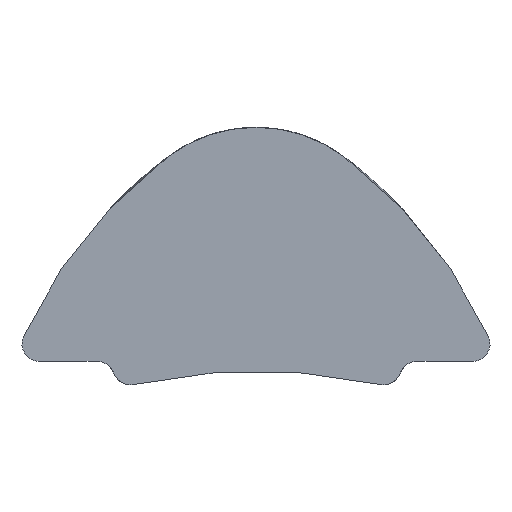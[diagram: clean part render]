
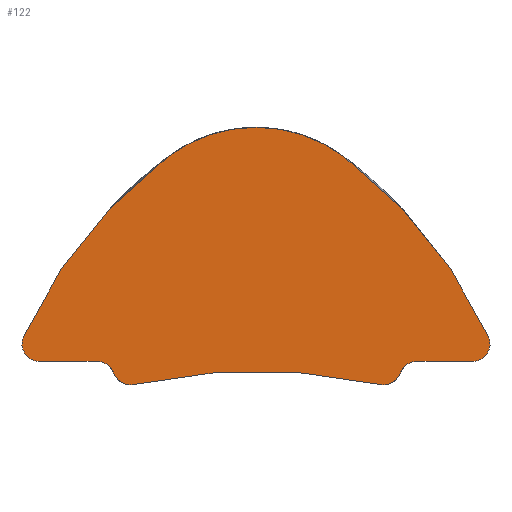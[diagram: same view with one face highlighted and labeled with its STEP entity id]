
A CAD part, front view. The second image highlights one B-rep face of the part: STEP entity #122.
In plain terms, the highlighted planar face has unit normal (0, -1, 0).
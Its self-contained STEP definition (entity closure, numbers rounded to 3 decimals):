
#122=ADVANCED_FACE('',(#226),#227,.T.);
#226=FACE_OUTER_BOUND('',#313,.T.);
#227=PLANE('',#314);
#313=EDGE_LOOP('',(#541,#542,#543,#544,#545,#546,#547,#548,#549,#550,#551,#552,#553,#554));
#314=AXIS2_PLACEMENT_3D('',#555,#556,#557);
#541=ORIENTED_EDGE('',*,*,#615,.F.);
#542=ORIENTED_EDGE('',*,*,#607,.F.);
#543=ORIENTED_EDGE('',*,*,#613,.F.);
#544=ORIENTED_EDGE('',*,*,#651,.F.);
#545=ORIENTED_EDGE('',*,*,#645,.F.);
#546=ORIENTED_EDGE('',*,*,#641,.F.);
#547=ORIENTED_EDGE('',*,*,#586,.F.);
#548=ORIENTED_EDGE('',*,*,#592,.F.);
#549=ORIENTED_EDGE('',*,*,#595,.F.);
#550=ORIENTED_EDGE('',*,*,#598,.F.);
#551=ORIENTED_EDGE('',*,*,#601,.F.);
#552=ORIENTED_EDGE('',*,*,#604,.F.);
#553=ORIENTED_EDGE('',*,*,#625,.F.);
#554=ORIENTED_EDGE('',*,*,#619,.F.);
#555=CARTESIAN_POINT('',(-0.017,-8.5,1.357));
#556=DIRECTION('',(0.0,-1.0,0.0));
#557=DIRECTION('',(-1.0,0.0,0.0));
#586=EDGE_CURVE('',#702,#704,#705,.T.);
#592=EDGE_CURVE('',#712,#702,#714,.T.);
#595=EDGE_CURVE('',#716,#712,#718,.T.);
#598=EDGE_CURVE('',#720,#716,#722,.T.);
#601=EDGE_CURVE('',#724,#720,#726,.T.);
#604=EDGE_CURVE('',#728,#724,#730,.T.);
#607=EDGE_CURVE('',#732,#734,#735,.T.);
#613=EDGE_CURVE('',#742,#732,#744,.T.);
#615=EDGE_CURVE('',#734,#746,#747,.T.);
#619=EDGE_CURVE('',#746,#752,#753,.T.);
#625=EDGE_CURVE('',#752,#728,#761,.T.);
#641=EDGE_CURVE('',#704,#781,#782,.T.);
#645=EDGE_CURVE('',#781,#787,#788,.T.);
#651=EDGE_CURVE('',#787,#742,#796,.T.);
#702=VERTEX_POINT('',#1133);
#704=VERTEX_POINT('',#1136);
#705=CIRCLE('',#1137,0.3);
#712=VERTEX_POINT('',#1146);
#714=CIRCLE('',#1149,0.3);
#716=VERTEX_POINT('',#1151);
#718=LINE('',#1154,#1155);
#720=VERTEX_POINT('',#1157);
#722=CIRCLE('',#1160,9.9);
#724=VERTEX_POINT('',#1162);
#726=LINE('',#1165,#1166);
#728=VERTEX_POINT('',#1168);
#730=CIRCLE('',#1171,0.3);
#732=VERTEX_POINT('',#1173);
#734=VERTEX_POINT('',#1176);
#735=CIRCLE('',#1177,8.);
#742=VERTEX_POINT('',#1186);
#744=CIRCLE('',#1189,2.5);
#746=VERTEX_POINT('',#1191);
#747=CIRCLE('',#1192,0.3);
#752=VERTEX_POINT('',#1198);
#753=LINE('',#1199,#1200);
#761=CIRCLE('',#1211,0.3);
#781=VERTEX_POINT('',#1237);
#782=LINE('',#1238,#1239);
#787=VERTEX_POINT('',#1246);
#788=CIRCLE('',#1247,0.3);
#796=CIRCLE('',#1257,8.);
#1133=CARTESIAN_POINT('',(-2.45,-8.5,-0.2));
#1136=CARTESIAN_POINT('',(-2.733,-8.5,0.0));
#1137=AXIS2_PLACEMENT_3D('',#1278,#1279,#1280);
#1146=CARTESIAN_POINT('',(-2.167,-8.5,-0.4));
#1149=AXIS2_PLACEMENT_3D('',#1287,#1288,#1289);
#1151=CARTESIAN_POINT('',(-2.135,-8.5,-0.4));
#1154=CARTESIAN_POINT('',(-2.167,-8.5,-0.4));
#1155=VECTOR('',#1291,1.0);
#1157=CARTESIAN_POINT('',(2.135,-8.5,-0.4));
#1160=AXIS2_PLACEMENT_3D('',#1293,#1294,#1295);
#1162=CARTESIAN_POINT('',(2.167,-8.5,-0.4));
#1165=CARTESIAN_POINT('',(2.135,-8.5,-0.4));
#1166=VECTOR('',#1297,1.0);
#1168=CARTESIAN_POINT('',(2.45,-8.5,-0.2));
#1171=AXIS2_PLACEMENT_3D('',#1299,#1300,#1301);
#1173=CARTESIAN_POINT('',(1.485,-8.5,3.498));
#1176=CARTESIAN_POINT('',(3.956,-8.5,0.425));
#1177=AXIS2_PLACEMENT_3D('',#1303,#1304,#1305);
#1186=CARTESIAN_POINT('',(-1.52,-8.5,3.498));
#1189=AXIS2_PLACEMENT_3D('',#1312,#1313,#1314);
#1191=CARTESIAN_POINT('',(3.683,-8.5,0.0));
#1192=AXIS2_PLACEMENT_3D('',#1315,#1316,#1317);
#1198=CARTESIAN_POINT('',(2.733,-8.5,0.));
#1199=CARTESIAN_POINT('',(2.733,-8.5,0.0));
#1200=VECTOR('',#1322,1.0);
#1211=AXIS2_PLACEMENT_3D('',#1329,#1330,#1331);
#1237=CARTESIAN_POINT('',(-3.717,-8.5,0.));
#1238=CARTESIAN_POINT('',(-3.717,-8.5,0.0));
#1239=VECTOR('',#1347,1.0);
#1246=CARTESIAN_POINT('',(-3.99,-8.5,0.425));
#1247=AXIS2_PLACEMENT_3D('',#1350,#1351,#1352);
#1257=AXIS2_PLACEMENT_3D('',#1361,#1362,#1363);
#1278=CARTESIAN_POINT('',(-2.733,-8.5,-0.3));
#1279=DIRECTION('',(0.0,-1.0,0.0));
#1280=DIRECTION('',(0.943,0.0,0.333));
#1287=CARTESIAN_POINT('',(-2.167,-8.5,-0.1));
#1288=DIRECTION('',(0.0,1.0,0.0));
#1289=DIRECTION('',(-0.943,0.0,-0.333));
#1291=DIRECTION('',(-1.0,0.0,0.0));
#1293=CARTESIAN_POINT('',(0.,-8.5,-10.067));
#1294=DIRECTION('',(0.0,-1.0,0.0));
#1295=DIRECTION('',(0.216,0.0,0.976));
#1297=DIRECTION('',(-1.0,0.0,0.0));
#1299=CARTESIAN_POINT('',(2.167,-8.5,-0.1));
#1300=DIRECTION('',(0.0,1.0,0.0));
#1301=DIRECTION('',(0.,0.0,-1.));
#1303=CARTESIAN_POINT('',(-3.323,-8.5,-2.896));
#1304=DIRECTION('',(0.0,1.0,0.0));
#1305=DIRECTION('',(0.91,-0.0,0.415));
#1312=CARTESIAN_POINT('',(-0.017,-8.5,1.5));
#1313=DIRECTION('',(0.0,1.0,0.0));
#1314=DIRECTION('',(0.601,-0.0,0.799));
#1315=CARTESIAN_POINT('',(3.683,-8.5,0.3));
#1316=DIRECTION('',(0.0,1.0,0.0));
#1317=DIRECTION('',(0.,0.0,-1.0));
#1322=DIRECTION('',(-1.0,0.0,0.0));
#1329=CARTESIAN_POINT('',(2.733,-8.5,-0.3));
#1330=DIRECTION('',(0.0,-1.0,0.0));
#1331=DIRECTION('',(0.,0.0,1.));
#1347=DIRECTION('',(-1.0,0.0,0.0));
#1350=CARTESIAN_POINT('',(-3.717,-8.5,0.3));
#1351=DIRECTION('',(0.0,1.0,0.0));
#1352=DIRECTION('',(-0.91,0.0,0.415));
#1361=CARTESIAN_POINT('',(3.288,-8.5,-2.896));
#1362=DIRECTION('',(0.0,1.0,0.0));
#1363=DIRECTION('',(-0.601,0.0,0.799));
